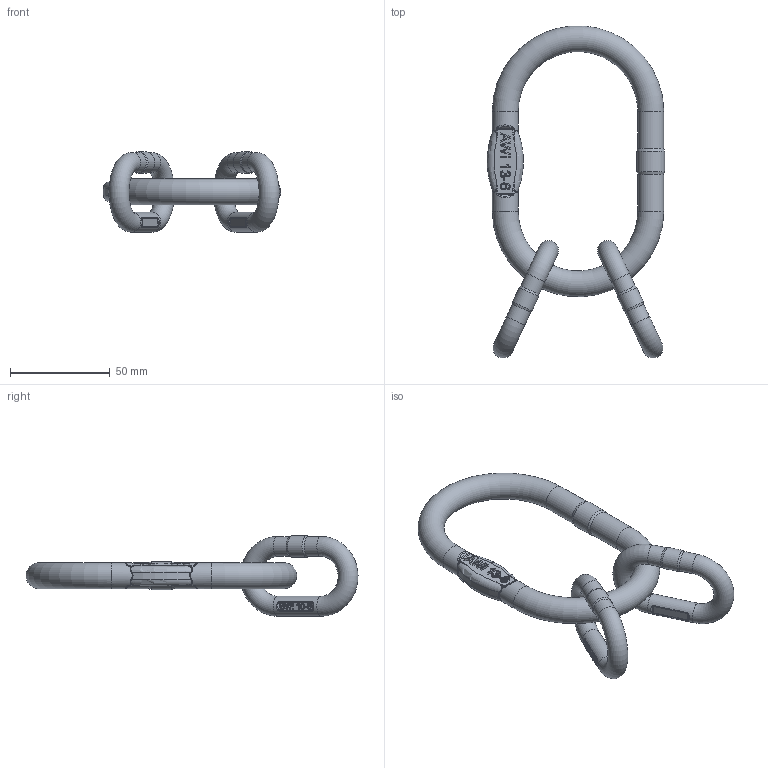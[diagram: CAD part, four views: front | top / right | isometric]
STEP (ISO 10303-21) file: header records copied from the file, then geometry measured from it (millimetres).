
FILE_DESCRIPTION(/* description */ (''),/* implementation_level */ '2;1');
FILE_NAME(/* name */ 'VWI 5-6 Kundenmodell.stp',/* time_stamp */ '2015-10-19T09:15:49+02:00',/* author */ (''),/* organization */ (''),/* preprocessor_version */ 'ST-DEVELOPER v15',/* originating_system */ 'SIEMENS PLM Software NX 9.0',/* authorisation */ '');
FILE_SCHEMA (('AUTOMOTIVE_DESIGN { 1 0 10303 214 3 1 1 1 }'));
Length unit declared in the file: millimetre
Products named in the file (1): zer189C0F9Fgdu0
Bounding box: 88.98 x 166.58 x 40.38 mm (x, y, z)
Volume: 67020 mm3; surface area: 22908 mm2
Topology: 3 solids, 3 shells, 293 faces, 708 edges, 442 vertices
Faces by surface type: plane 125, extrusion 69, cylinder 43, bspline 40, torus 10, cone 6
Full cylindrical faces by diameter (mm): 10 x6, 10.75 x2, 13 x4, 13.975 x1
Entity records: 11600 total; most frequent: CARTESIAN_POINT 5596, ORIENTED_EDGE 1334, DIRECTION 900, EDGE_CURVE 667, VERTEX_POINT 434, B_SPLINE_CURVE_WITH_KNOTS 363, VECTOR 354, EDGE_LOOP 353
